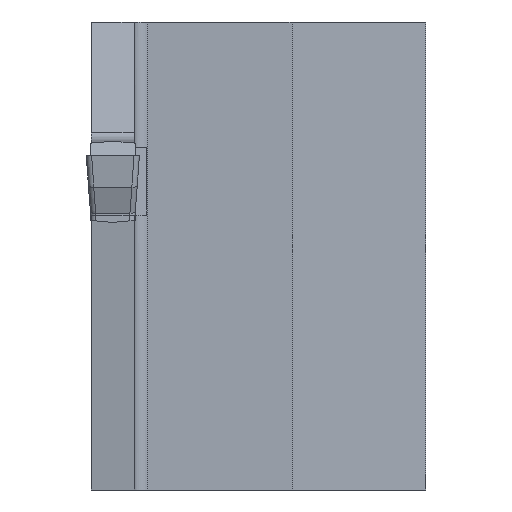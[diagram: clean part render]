
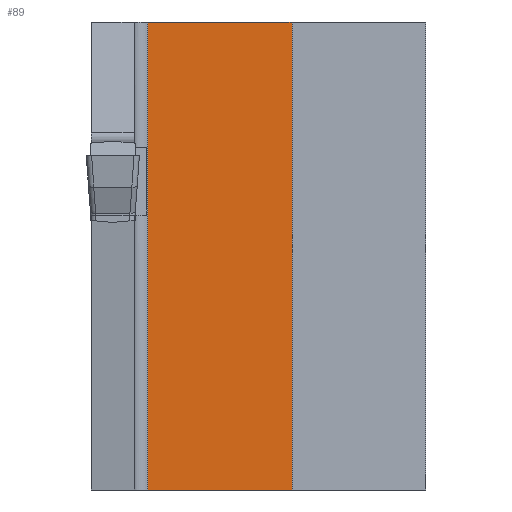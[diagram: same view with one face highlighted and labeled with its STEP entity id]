
A CAD part, left-side view. The second image highlights one B-rep face of the part: STEP entity #89.
In plain terms, the highlighted planar face has unit normal (-1, 0, 0).
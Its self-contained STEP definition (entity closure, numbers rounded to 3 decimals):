
#89=ADVANCED_FACE('',(#186),#145,.T.);
#145=PLANE('',#1100);
#186=FACE_OUTER_BOUND('',#242,.T.);
#242=EDGE_LOOP('',(#323,#324,#325,#326));
#323=ORIENTED_EDGE('',*,*,#727,.F.);
#324=ORIENTED_EDGE('',*,*,#728,.T.);
#325=ORIENTED_EDGE('',*,*,#729,.T.);
#326=ORIENTED_EDGE('',*,*,#730,.T.);
#627=VERTEX_POINT('',#1519);
#628=VERTEX_POINT('',#1520);
#629=VERTEX_POINT('',#1522);
#630=VERTEX_POINT('',#1524);
#727=EDGE_CURVE('',#627,#628,#876,.T.);
#728=EDGE_CURVE('',#627,#629,#877,.T.);
#729=EDGE_CURVE('',#629,#630,#878,.T.);
#730=EDGE_CURVE('',#630,#628,#879,.T.);
#876=LINE('',#1518,#993);
#877=LINE('',#1521,#994);
#878=LINE('',#1523,#995);
#879=LINE('',#1525,#996);
#993=VECTOR('',#1212,1.);
#994=VECTOR('',#1213,1.);
#995=VECTOR('',#1214,1.);
#996=VECTOR('',#1215,1.);
#1100=AXIS2_PLACEMENT_3D('',#1526,#1216,#1217);
#1212=DIRECTION('',(0.,-1.,0.));
#1213=DIRECTION('',(0.,0.,-1.));
#1214=DIRECTION('',(0.,-1.,0.));
#1215=DIRECTION('',(0.,0.,1.));
#1216=DIRECTION('',(-1.,0.,0.));
#1217=DIRECTION('',(0.,0.,1.));
#1518=CARTESIAN_POINT('',(19.,-8.275,10.));
#1519=CARTESIAN_POINT('',(19.,20.8,10.));
#1520=CARTESIAN_POINT('',(19.,10.,10.));
#1521=CARTESIAN_POINT('',(19.,20.8,10.));
#1522=CARTESIAN_POINT('',(19.,20.8,-25.));
#1523=CARTESIAN_POINT('',(19.,-8.275,-25.));
#1524=CARTESIAN_POINT('',(19.,10.,-25.));
#1525=CARTESIAN_POINT('',(19.,10.,35.));
#1526=CARTESIAN_POINT('',(19.,-8.275,10.));
